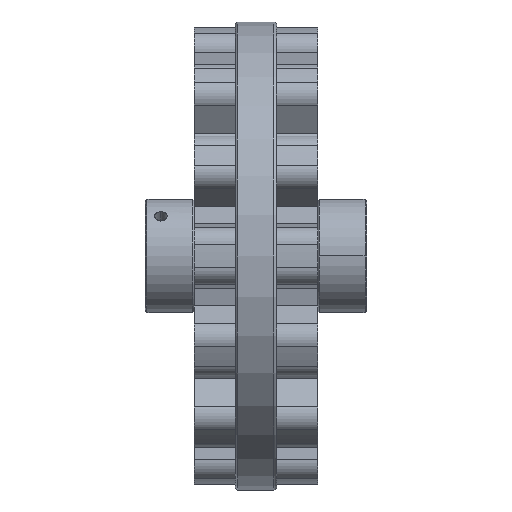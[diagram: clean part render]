
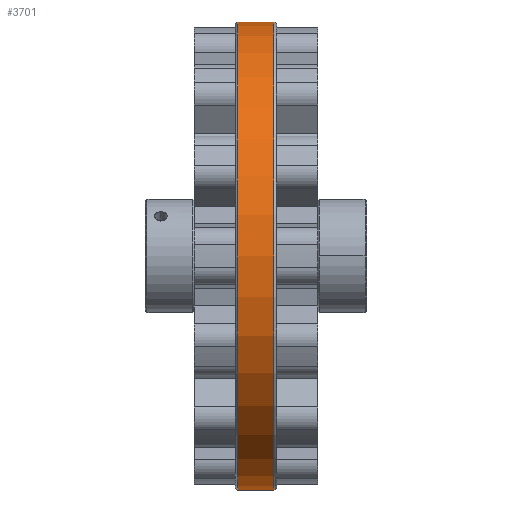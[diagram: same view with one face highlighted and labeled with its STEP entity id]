
A CAD part, front view. The second image highlights one B-rep face of the part: STEP entity #3701.
In plain terms, the highlighted cylindrical face has radius 45.5 mm (diameter 91 mm), a partial arc.
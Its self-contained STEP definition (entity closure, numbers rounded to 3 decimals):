
#176 = EDGE_CURVE ( 'NONE', #4577, #5909, #1010, .T. ) ;
#311 = ORIENTED_EDGE ( 'NONE', *, *, #176, .T. ) ;
#371 = VECTOR ( 'NONE', #4283, 1000. ) ;
#573 = CARTESIAN_POINT ( 'NONE',  ( 7.5, 0., -45.5 ) ) ;
#624 = VECTOR ( 'NONE', #3081, 1000. ) ;
#686 = CARTESIAN_POINT ( 'NONE',  ( 7.5, 0., 45.5 ) ) ;
#772 = AXIS2_PLACEMENT_3D ( 'NONE', #2907, #6369, #3409 ) ;
#1010 = LINE ( 'NONE', #3603, #624 ) ;
#1208 = EDGE_CURVE ( 'NONE', #5909, #4058, #1713, .T. ) ;
#1300 = CARTESIAN_POINT ( 'NONE',  ( 8., 0., -45.5 ) ) ;
#1575 = FACE_OUTER_BOUND ( 'NONE', #4763, .T. ) ;
#1713 = CIRCLE ( 'NONE', #2126, 45.5 ) ;
#1864 = DIRECTION ( 'NONE',  ( -1., 0., 0. ) ) ;
#2044 = ORIENTED_EDGE ( 'NONE', *, *, #4692, .F. ) ;
#2089 = ORIENTED_EDGE ( 'NONE', *, *, #5100, .T. ) ;
#2126 = AXIS2_PLACEMENT_3D ( 'NONE', #2379, #5871, #2899 ) ;
#2168 = CARTESIAN_POINT ( 'NONE',  ( 0.5, 0., -45.5 ) ) ;
#2379 = CARTESIAN_POINT ( 'NONE',  ( 0.5, 0., 0. ) ) ;
#2700 = VERTEX_POINT ( 'NONE', #573 ) ;
#2899 = DIRECTION ( 'NONE',  ( 0., 0., -1. ) ) ;
#2907 = CARTESIAN_POINT ( 'NONE',  ( 7.5, 0., 0. ) ) ;
#3081 = DIRECTION ( 'NONE',  ( -1., 0., 0. ) ) ;
#3164 = CYLINDRICAL_SURFACE ( 'NONE', #6271, 45.5 ) ;
#3214 = ORIENTED_EDGE ( 'NONE', *, *, #1208, .T. ) ;
#3409 = DIRECTION ( 'NONE',  ( 0., 0., -1. ) ) ;
#3603 = CARTESIAN_POINT ( 'NONE',  ( 8., 0., 45.5 ) ) ;
#3701 = ADVANCED_FACE ( 'NONE', ( #1575 ), #3164, .T. ) ;
#4058 = VERTEX_POINT ( 'NONE', #2168 ) ;
#4283 = DIRECTION ( 'NONE',  ( -1., 0., 0. ) ) ;
#4577 = VERTEX_POINT ( 'NONE', #686 ) ;
#4692 = EDGE_CURVE ( 'NONE', #2700, #4058, #5082, .T. ) ;
#4763 = EDGE_LOOP ( 'NONE', ( #2044, #2089, #311, #3214 ) ) ;
#5082 = LINE ( 'NONE', #1300, #371 ) ;
#5100 = EDGE_CURVE ( 'NONE', #2700, #4577, #5404, .T. ) ;
#5345 = DIRECTION ( 'NONE',  ( 0., 0., 1. ) ) ;
#5404 = CIRCLE ( 'NONE', #772, 45.5 ) ;
#5522 = CARTESIAN_POINT ( 'NONE',  ( 0.5, 0., 45.5 ) ) ;
#5871 = DIRECTION ( 'NONE',  ( 1., 0., 0. ) ) ;
#5909 = VERTEX_POINT ( 'NONE', #5522 ) ;
#6271 = AXIS2_PLACEMENT_3D ( 'NONE', #6326, #1864, #5345 ) ;
#6326 = CARTESIAN_POINT ( 'NONE',  ( 8., 0., 0. ) ) ;
#6369 = DIRECTION ( 'NONE',  ( -1., 0., 0. ) ) ;
